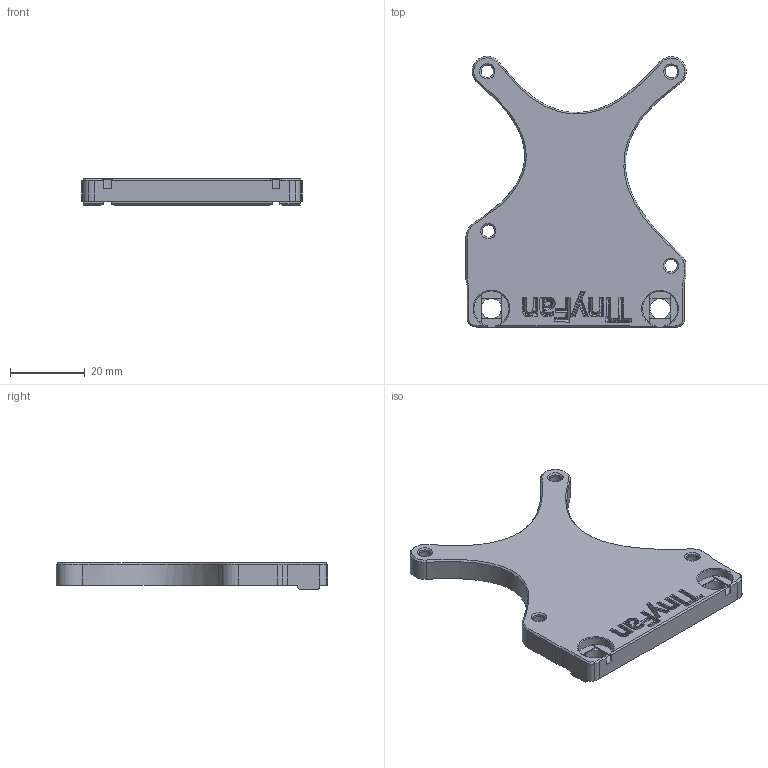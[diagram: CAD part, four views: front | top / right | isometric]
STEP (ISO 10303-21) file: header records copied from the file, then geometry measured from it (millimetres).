
FILE_DESCRIPTION(/* description */ (''),/* implementation_level */ '2;1');
FILE_NAME(/* name */ 'TinyFan_Extrusion_2pc_360_A.stp',/* time_stamp */ '2022-09-18T19:32:44+02:00',/* author */ ('Rama'),/* organization */ (''),/* preprocessor_version */ 'ST-DEVELOPER v19.2',/* originating_system */ 'Autodesk Inventor 2023',/* authorisation */ '');
FILE_SCHEMA (('AUTOMOTIVE_DESIGN { 1 0 10303 214 3 1 1 }'));
Length unit declared in the file: millimetre
Products named in the file (1): Bauteil3
Bounding box: 58.86 x 72.39 x 7 mm (x, y, z)
Volume: 16179.9 mm3; surface area: 8101.8 mm2
Topology: 1 solids, 1 shells, 380 faces, 912 edges, 542 vertices
Faces by surface type: plane 250, bspline 84, cylinder 24, cone 22
Full cylindrical faces by diameter (mm): 3.3 x4, 4.7 x4, 5.4 x2
Entity records: 13896 total; most frequent: CARTESIAN_POINT 5631, ORIENTED_EDGE 1824, DIRECTION 1438, EDGE_CURVE 912, LINE 654, VECTOR 654, VERTEX_POINT 542, EDGE_LOOP 400
